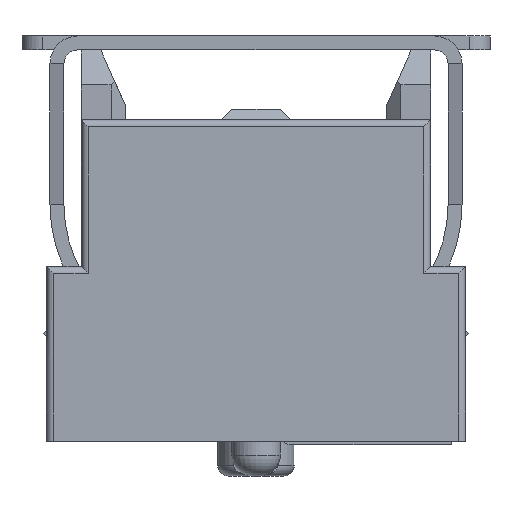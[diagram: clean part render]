
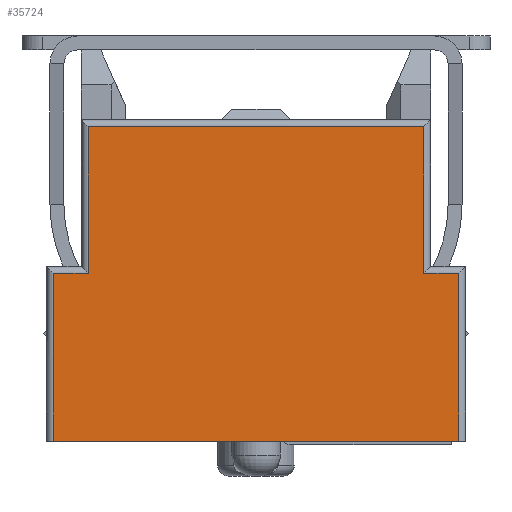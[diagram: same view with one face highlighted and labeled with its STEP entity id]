
A CAD part, left-side view. The second image highlights one B-rep face of the part: STEP entity #35724.
In plain terms, the highlighted planar face has unit normal (-1, 0, 0).
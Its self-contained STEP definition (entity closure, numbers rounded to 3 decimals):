
#2410=ORIENTED_EDGE('',*,*,#11870,.T.);
#2411=ORIENTED_EDGE('',*,*,#13032,.T.);
#2412=ORIENTED_EDGE('',*,*,#13033,.T.);
#2413=ORIENTED_EDGE('',*,*,#13034,.T.);
#2414=ORIENTED_EDGE('',*,*,#13035,.T.);
#2415=ORIENTED_EDGE('',*,*,#13036,.T.);
#2416=ORIENTED_EDGE('',*,*,#13037,.T.);
#2417=ORIENTED_EDGE('',*,*,#13038,.T.);
#11870=EDGE_CURVE('',#17198,#17197,#20596,.T.);
#13032=EDGE_CURVE('',#17197,#18333,#21755,.T.);
#13033=EDGE_CURVE('',#18333,#18334,#21756,.F.);
#13034=EDGE_CURVE('',#18334,#18335,#21757,.F.);
#13035=EDGE_CURVE('',#18335,#18336,#21758,.T.);
#13036=EDGE_CURVE('',#18336,#18337,#21759,.T.);
#13037=EDGE_CURVE('',#18337,#18338,#21760,.F.);
#13038=EDGE_CURVE('',#18338,#17198,#21761,.F.);
#17197=VERTEX_POINT('',#49777);
#17198=VERTEX_POINT('',#49779);
#18333=VERTEX_POINT('',#52093);
#18334=VERTEX_POINT('',#52095);
#18335=VERTEX_POINT('',#52097);
#18336=VERTEX_POINT('',#52099);
#18337=VERTEX_POINT('',#52101);
#18338=VERTEX_POINT('',#52103);
#20596=LINE('',#49778,#25426);
#21755=LINE('',#52092,#26585);
#21756=LINE('',#52094,#26586);
#21757=LINE('',#52096,#26587);
#21758=LINE('',#52098,#26588);
#21759=LINE('',#52100,#26589);
#21760=LINE('',#52102,#26590);
#21761=LINE('',#52104,#26591);
#25426=VECTOR('',#40055,1000.);
#26585=VECTOR('',#41254,1000.);
#26586=VECTOR('',#41255,1000.);
#26587=VECTOR('',#41256,1000.);
#26588=VECTOR('',#41257,1000.);
#26589=VECTOR('',#41258,1000.);
#26590=VECTOR('',#41259,1000.);
#26591=VECTOR('',#41260,1000.);
#30355=EDGE_LOOP('',(#2410,#2411,#2412,#2413,#2414,#2415,#2416,#2417));
#32302=FACE_BOUND('',#30355,.T.);
#34141=PLANE('',#37605);
#35724=ADVANCED_FACE('',(#32302),#34141,.F.);
#37605=AXIS2_PLACEMENT_3D('',#52091,#41252,#41253);
#40055=DIRECTION('',(0.,-1.,0.));
#41252=DIRECTION('',(1.,0.,0.));
#41253=DIRECTION('',(0.,0.,-1.));
#41254=DIRECTION('',(0.,0.,1.));
#41255=DIRECTION('',(0.,-1.,0.));
#41256=DIRECTION('',(0.,0.,-1.));
#41257=DIRECTION('',(0.,1.,0.));
#41258=DIRECTION('',(0.,0.,-1.));
#41259=DIRECTION('',(0.,-1.,0.));
#41260=DIRECTION('',(0.,0.,1.));
#49777=CARTESIAN_POINT('',(-22.9,-2.9,-0.2));
#49778=CARTESIAN_POINT('',(-22.9,3.,-0.2));
#49779=CARTESIAN_POINT('',(-22.9,2.9,-0.2));
#52091=CARTESIAN_POINT('',(-22.9,2.5,5.4));
#52092=CARTESIAN_POINT('',(-22.9,-2.9,2.3));
#52093=CARTESIAN_POINT('',(-22.9,-2.9,2.2));
#52094=CARTESIAN_POINT('',(-22.9,-2.5,2.2));
#52095=CARTESIAN_POINT('',(-22.9,-2.4,2.2));
#52096=CARTESIAN_POINT('',(-22.9,-2.4,5.4));
#52097=CARTESIAN_POINT('',(-22.9,-2.4,4.3));
#52098=CARTESIAN_POINT('',(-22.9,2.5,4.3));
#52099=CARTESIAN_POINT('',(-22.9,2.4,4.3));
#52100=CARTESIAN_POINT('',(-22.9,2.4,5.4));
#52101=CARTESIAN_POINT('',(-22.9,2.4,2.2));
#52102=CARTESIAN_POINT('',(-22.9,3.,2.2));
#52103=CARTESIAN_POINT('',(-22.9,2.9,2.2));
#52104=CARTESIAN_POINT('',(-22.9,2.9,-0.2));
